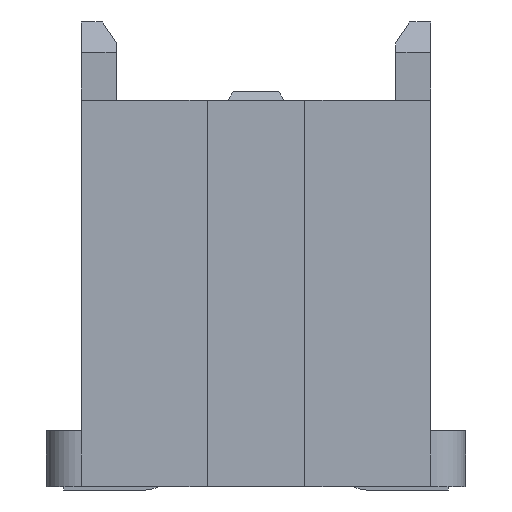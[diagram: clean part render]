
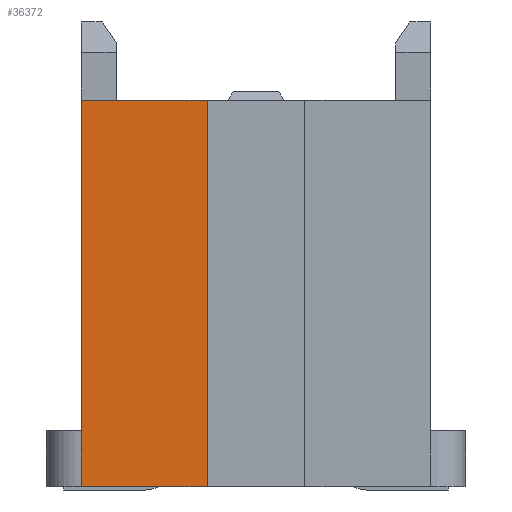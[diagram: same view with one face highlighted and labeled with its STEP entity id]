
A CAD part, left-side view. The second image highlights one B-rep face of the part: STEP entity #36372.
In plain terms, the highlighted planar face has unit normal (-1, 0, 0).
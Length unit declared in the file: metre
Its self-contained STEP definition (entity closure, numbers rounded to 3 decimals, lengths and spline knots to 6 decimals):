
#10572=ORIENTED_EDGE('',*,*,#15745,.T.);
#10573=ORIENTED_EDGE('',*,*,#15740,.T.);
#10574=ORIENTED_EDGE('',*,*,#15733,.F.);
#10575=ORIENTED_EDGE('',*,*,#15678,.F.);
#10576=ORIENTED_EDGE('',*,*,#14290,.T.);
#14290=EDGE_CURVE('',#18272,#18271,#22488,.T.);
#15678=EDGE_CURVE('',#18272,#18915,#23836,.T.);
#15733=EDGE_CURVE('',#18915,#18942,#23879,.T.);
#15740=EDGE_CURVE('',#18946,#18942,#23886,.T.);
#15745=EDGE_CURVE('',#18271,#18946,#23891,.T.);
#18271=VERTEX_POINT('',#54993);
#18272=VERTEX_POINT('',#54995);
#18915=VERTEX_POINT('',#57615);
#18942=VERTEX_POINT('',#57725);
#18946=VERTEX_POINT('',#57735);
#22488=LINE('',#54994,#27431);
#23836=LINE('',#57614,#28779);
#23879=LINE('',#57724,#28822);
#23886=LINE('',#57738,#28829);
#23891=LINE('',#57748,#28834);
#27431=VECTOR('',#44780,1.);
#28779=VECTOR('',#47386,1.);
#28822=VECTOR('',#47509,1.);
#28829=VECTOR('',#47518,1.);
#28834=VECTOR('',#47529,1.);
#30787=EDGE_LOOP('',(#10572,#10573,#10574,#10575,#10576));
#32742=FACE_BOUND('',#30787,.T.);
#34504=PLANE('',#38453);
#36372=ADVANCED_FACE('',(#32742),#34504,.T.);
#38453=AXIS2_PLACEMENT_3D('',#57747,#47527,#47528);
#44780=DIRECTION('',(0.,0.,-1.));
#47386=DIRECTION('',(0.,0.,1.));
#47509=DIRECTION('',(0.,-1.,0.));
#47518=DIRECTION('',(0.,0.,1.));
#47527=DIRECTION('',(-1.,0.,0.));
#47528=DIRECTION('',(0.,-1.,0.));
#47529=DIRECTION('',(0.,-1.,0.));
#54993=CARTESIAN_POINT('',(-0.0189,0.0025,0.));
#54994=CARTESIAN_POINT('',(-0.0189,0.0025,0.0008));
#54995=CARTESIAN_POINT('',(-0.0189,0.0025,0.0008));
#57614=CARTESIAN_POINT('',(-0.0189,0.0025,0.0008));
#57615=CARTESIAN_POINT('',(-0.0189,0.0025,0.00553));
#57724=CARTESIAN_POINT('',(-0.0189,0.0025,0.00553));
#57725=CARTESIAN_POINT('',(-0.0189,0.0007,0.00553));
#57735=CARTESIAN_POINT('',(-0.0189,0.0007,0.));
#57738=CARTESIAN_POINT('',(-0.0189,0.0007,0.));
#57747=CARTESIAN_POINT('',(-0.0189,0.003,0.));
#57748=CARTESIAN_POINT('',(-0.0189,0.0025,0.));
